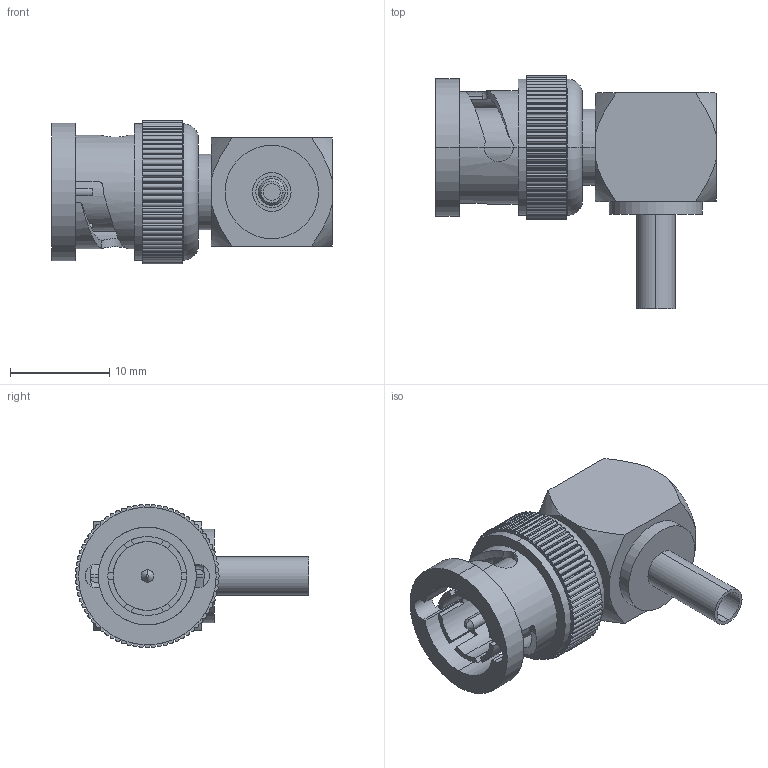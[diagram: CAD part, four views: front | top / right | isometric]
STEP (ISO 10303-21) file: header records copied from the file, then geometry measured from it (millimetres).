
FILE_DESCRIPTION (( 'STEP AP214' ), '1' );
FILE_NAME ('BAC551.STEP', '2009-03-20T15:14:16', ( ' ' ), ( ' ' ), 'SwSTEP 2.0', 'SolidWorks 2008', '' );
FILE_SCHEMA (( 'AUTOMOTIVE_DESIGN' ));
Length unit declared in the file: inch
Products named in the file (4): BAC551_with flange; BAC551-MA2; BAC551-MA1; BAC551
Assembly tree (3 placements, depth 2):
  BAC551
    BAC551-MA1
    BAC551-MA2
    BAC551_with flange
Bounding box: 28.24 x 23.47 x 14.48 mm (x, y, z)
Volume: 2741.8 mm3; surface area: 3086.9 mm2
Topology: 3 solids, 3 shells, 366 faces, 1037 edges, 688 vertices
Faces by surface type: plane 195, cylinder 149, cone 12, bspline 8, torus 2
Entity records: 13187 total; most frequent: CARTESIAN_POINT 2791, ORIENTED_EDGE 2074, DIRECTION 2009, EDGE_CURVE 1037, VERTEX_POINT 688, AXIS2_PLACEMENT_3D 680, VECTOR 649, LINE 649
